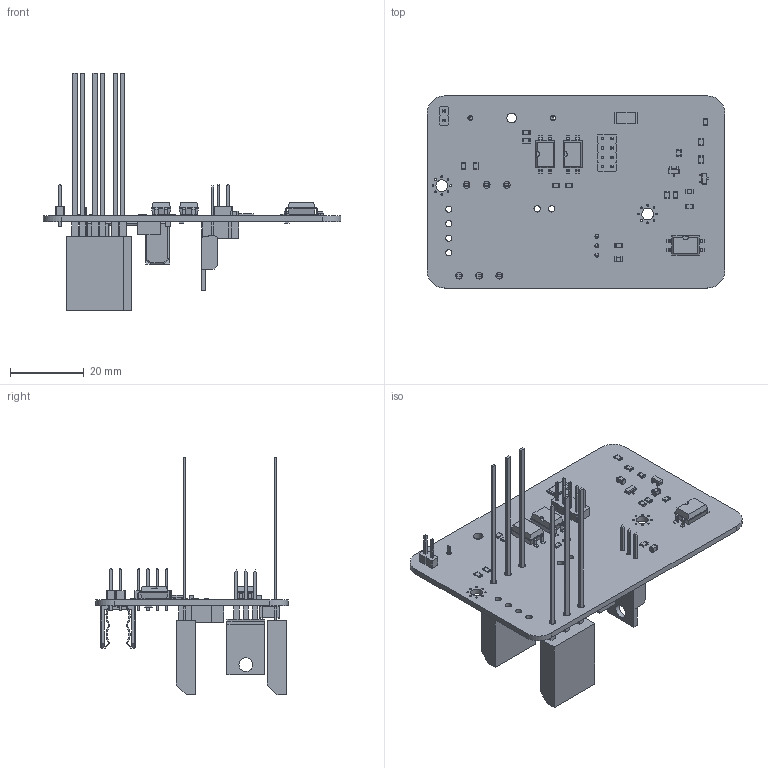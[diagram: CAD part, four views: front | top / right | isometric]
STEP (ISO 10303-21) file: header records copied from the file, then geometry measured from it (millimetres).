
FILE_DESCRIPTION(('FreeCAD Model'),'2;1');
FILE_NAME('Open CASCADE Shape Model','2023-04-18T16:14:20',(''),(''), 'Open CASCADE STEP processor 7.6','FreeCAD','Unknown');
FILE_SCHEMA(('AUTOMOTIVE_DESIGN { 1 0 10303 214 1 1 1 1 }'));
Length unit declared in the file: millimetre
Products named in the file (29): kick; Local_CS_c183; Board_Geoms_c183; Pcb_c183; PCB_Sketch_c183; Step_Models_c183; Top_c183; J1_PinHeader_1x02_P254mm_Vertical_07a2cd0370b9; R3_R_0805_2012Metric_4932296f9c37; C4_C_0805_2012Metric_1e1440775f3d; T1_SOT_23_5417db4c4c69; J2_PinHeader_2x04_P254mm_Vertical_f3ec95ff4443; U1_DIP_4_W889mm_SMDSocket_6d69d3870eff; R1_R_2512_6332Metric_d473d7db04ea; Bot_c183; Q3_ASSEMBLY_72fe6cc61176; Body; PinsArray003; PinsArray; PinsArray001; PinsArray002; F1_A_Schurter_0031_8201_004fb87c2d73; L1_part004_c360ea55e598[2]; part; part001; part002; part003; C2_C_2225_5664Metric_0d0f440394aa; Q1_TO-220-3_Vertical_c507db9e14b4
Assembly tree (50 placements, depth 6):
  kick
    Local_CS_c183
    Board_Geoms_c183
      Pcb_c183
      PCB_Sketch_c183
    Step_Models_c183
      Top_c183
        J1_PinHeader_1x02_P254mm_Vertical_07a2cd0370b9
        R3_R_0805_2012Metric_4932296f9c37  x13
        C4_C_0805_2012Metric_1e1440775f3d  x3
        T1_SOT_23_5417db4c4c69  x2
        J2_PinHeader_2x04_P254mm_Vertical_f3ec95ff4443
        U1_DIP_4_W889mm_SMDSocket_6d69d3870eff  x3
        R1_R_2512_6332Metric_d473d7db04ea
      Bot_c183
        Q3_ASSEMBLY_72fe6cc61176  x2
          Body
          PinsArray003
            PinsArray
            PinsArray001
            PinsArray002
        F1_A_Schurter_0031_8201_004fb87c2d73
        R3_R_0805_2012Metric_4932296f9c37  x3
        C4_C_0805_2012Metric_1e1440775f3d
        L1_part004_c360ea55e598[2]
          part
          part001
          part002
          part003
        C2_C_2225_5664Metric_0d0f440394aa
        Q1_TO-220-3_Vertical_c507db9e14b4
Bounding box: 81 x 52.25 x 64.61 mm (x, y, z)
Volume: 12361.7 mm3; surface area: 16295.4 mm2
Topology: 44 solids, 44 shells, 1545 faces, 3920 edges, 2500 vertices
Faces by surface type: plane 1066, cylinder 365, bspline 114
Full cylindrical faces by diameter (mm): 0.002 x1, 0.5 x16, 1 x10, 1.1 x3, 1.3 x2, 1.7 x6, 1.84 x6, 2.7 x2, 3.2 x2, 3.735 x1
Entity records: 28871 total; most frequent: CARTESIAN_POINT 4304, ORIENTED_EDGE 3970, DIRECTION 3848, EDGE_CURVE 1985, LINE 1624, VECTOR 1624, VERTEX_POINT 1256, AXIS2_PLACEMENT_3D 1112
